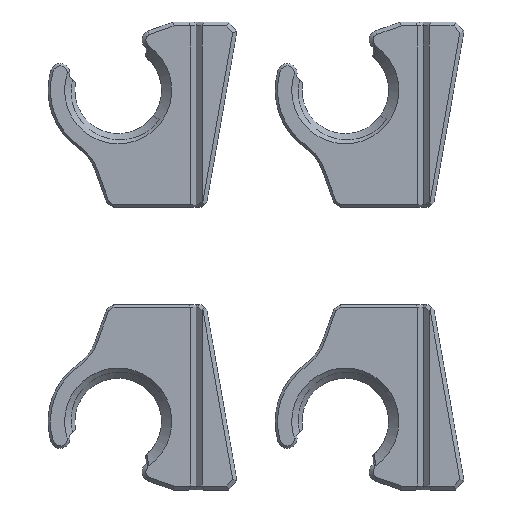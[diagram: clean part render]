
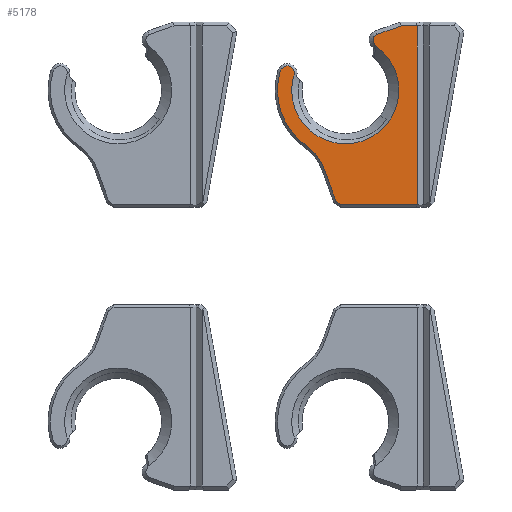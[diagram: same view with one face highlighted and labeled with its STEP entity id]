
A CAD part, top view. The second image highlights one B-rep face of the part: STEP entity #5178.
In plain terms, the highlighted planar face has unit normal (0, 0, 1).
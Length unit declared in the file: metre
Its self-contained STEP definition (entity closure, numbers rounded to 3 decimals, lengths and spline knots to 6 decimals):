
#377=LINE('',#10431,#869);
#378=LINE('',#10433,#870);
#379=LINE('',#10435,#871);
#380=LINE('',#10437,#872);
#381=LINE('',#10439,#873);
#382=LINE('',#10441,#874);
#869=VECTOR('',#6500,1.);
#870=VECTOR('',#6501,1.);
#871=VECTOR('',#6502,1.);
#872=VECTOR('',#6503,1.);
#873=VECTOR('',#6504,1.);
#874=VECTOR('',#6505,1.);
#1160=PLANE('',#5578);
#1343=B_SPLINE_CURVE_WITH_KNOTS('',3,(#10418,#10419,#10420,#10421),
 .UNSPECIFIED.,.F.,.F.,(4,4),(0.,1.),.UNSPECIFIED.);
#1475=CIRCLE('',#5579,0.0006);
#1476=CIRCLE('',#5580,0.0055);
#1477=CIRCLE('',#5581,0.000755);
#1478=CIRCLE('',#5582,0.006955);
#1479=CIRCLE('',#5583,0.005245);
#2422=ORIENTED_EDGE('',*,*,#3543,.T.);
#2423=ORIENTED_EDGE('',*,*,#3544,.T.);
#2424=ORIENTED_EDGE('',*,*,#3545,.F.);
#2425=ORIENTED_EDGE('',*,*,#3546,.T.);
#2426=ORIENTED_EDGE('',*,*,#3547,.T.);
#2427=ORIENTED_EDGE('',*,*,#3548,.T.);
#2428=ORIENTED_EDGE('',*,*,#3549,.T.);
#2429=ORIENTED_EDGE('',*,*,#3550,.T.);
#2430=ORIENTED_EDGE('',*,*,#3551,.T.);
#2431=ORIENTED_EDGE('',*,*,#3552,.F.);
#2432=ORIENTED_EDGE('',*,*,#3553,.T.);
#2433=ORIENTED_EDGE('',*,*,#3554,.T.);
#3543=EDGE_CURVE('',#4131,#4132,#1475,.T.);
#3544=EDGE_CURVE('',#4132,#4133,#1343,.T.);
#3545=EDGE_CURVE('',#4134,#4133,#1476,.T.);
#3546=EDGE_CURVE('',#4134,#4135,#1477,.T.);
#3547=EDGE_CURVE('',#4135,#4136,#1478,.T.);
#3548=EDGE_CURVE('',#4136,#4137,#1479,.F.);
#3549=EDGE_CURVE('',#4137,#4138,#377,.T.);
#3550=EDGE_CURVE('',#4138,#4139,#378,.T.);
#3551=EDGE_CURVE('',#4139,#4140,#379,.T.);
#3552=EDGE_CURVE('',#4141,#4140,#380,.T.);
#3553=EDGE_CURVE('',#4141,#4142,#381,.T.);
#3554=EDGE_CURVE('',#4142,#4131,#382,.T.);
#4131=VERTEX_POINT('',#10416);
#4132=VERTEX_POINT('',#10417);
#4133=VERTEX_POINT('',#10422);
#4134=VERTEX_POINT('',#10424);
#4135=VERTEX_POINT('',#10426);
#4136=VERTEX_POINT('',#10428);
#4137=VERTEX_POINT('',#10430);
#4138=VERTEX_POINT('',#10432);
#4139=VERTEX_POINT('',#10434);
#4140=VERTEX_POINT('',#10436);
#4141=VERTEX_POINT('',#10438);
#4142=VERTEX_POINT('',#10440);
#4502=EDGE_LOOP('',(#2422,#2423,#2424,#2425,#2426,#2427,#2428,#2429,#2430,
#2431,#2432,#2433));
#4818=FACE_BOUND('',#4502,.T.);
#5178=ADVANCED_FACE('',(#4818),#1160,.T.);
#5578=AXIS2_PLACEMENT_3D('',#10414,#6488,#6489);
#5579=AXIS2_PLACEMENT_3D('',#10415,#6490,#6491);
#5580=AXIS2_PLACEMENT_3D('',#10423,#6492,#6493);
#5581=AXIS2_PLACEMENT_3D('',#10425,#6494,#6495);
#5582=AXIS2_PLACEMENT_3D('',#10427,#6496,#6497);
#5583=AXIS2_PLACEMENT_3D('',#10429,#6498,#6499);
#6488=DIRECTION('',(0.,0.,1.));
#6489=DIRECTION('',(1.,0.,0.));
#6490=DIRECTION('',(0.,0.,1.));
#6491=DIRECTION('',(1.,0.,0.));
#6492=DIRECTION('',(0.,0.,1.));
#6493=DIRECTION('',(1.,0.,0.));
#6494=DIRECTION('',(0.,0.,1.));
#6495=DIRECTION('',(1.,0.,0.));
#6496=DIRECTION('',(0.,0.,1.));
#6497=DIRECTION('',(1.,0.,0.));
#6498=DIRECTION('',(0.,0.,1.));
#6499=DIRECTION('',(1.,0.,0.));
#6500=DIRECTION('',(0.342,-0.94,0.));
#6501=DIRECTION('',(0.819,-0.574,0.));
#6502=DIRECTION('',(1.,0.,0.));
#6503=DIRECTION('',(0.,-1.,0.));
#6504=DIRECTION('',(-1.,0.,0.));
#6505=DIRECTION('',(-0.943,-0.334,0.));
#10414=CARTESIAN_POINT('',(0.02189,0.0095,0.006));
#10415=CARTESIAN_POINT('',(0.027745,0.017155,0.006));
#10416=CARTESIAN_POINT('',(0.027544,0.017721,0.006));
#10417=CARTESIAN_POINT('',(0.027333,0.016718,0.006));
#10418=CARTESIAN_POINT('',(0.027333,0.016718,0.006));
#10419=CARTESIAN_POINT('',(0.027355,0.01666,0.006));
#10420=CARTESIAN_POINT('',(0.027377,0.016602,0.006));
#10421=CARTESIAN_POINT('',(0.027398,0.016544,0.006));
#10422=CARTESIAN_POINT('',(0.027398,0.016544,0.006));
#10423=CARTESIAN_POINT('',(0.0243,0.012,0.006));
#10424=CARTESIAN_POINT('',(0.0191,0.013793,0.006));
#10425=CARTESIAN_POINT('',(0.018348,0.013735,0.006));
#10426=CARTESIAN_POINT('',(0.017623,0.013946,0.006));
#10427=CARTESIAN_POINT('',(0.0243,0.012,0.006));
#10428=CARTESIAN_POINT('',(0.02027,0.006332,0.006));
#10429=CARTESIAN_POINT('',(0.01723,0.002057,0.006));
#10430=CARTESIAN_POINT('',(0.022159,0.003851,0.006));
#10431=CARTESIAN_POINT('',(0.023359,0.000554,0.006));
#10432=CARTESIAN_POINT('',(0.023333,0.000626,0.006));
#10433=CARTESIAN_POINT('',(0.018195,0.004223,0.006));
#10434=CARTESIAN_POINT('',(0.023877,0.000245,0.006));
#10435=CARTESIAN_POINT('',(0.0317,0.000245,0.006));
#10436=CARTESIAN_POINT('',(0.0317,0.000245,0.006));
#10437=CARTESIAN_POINT('',(0.0317,0.025,0.006));
#10438=CARTESIAN_POINT('',(0.0317,0.0186,0.006));
#10439=CARTESIAN_POINT('',(0.02189,0.0186,0.006));
#10440=CARTESIAN_POINT('',(0.030029,0.0186,0.006));
#10441=CARTESIAN_POINT('',(0.027544,0.017721,0.006));
